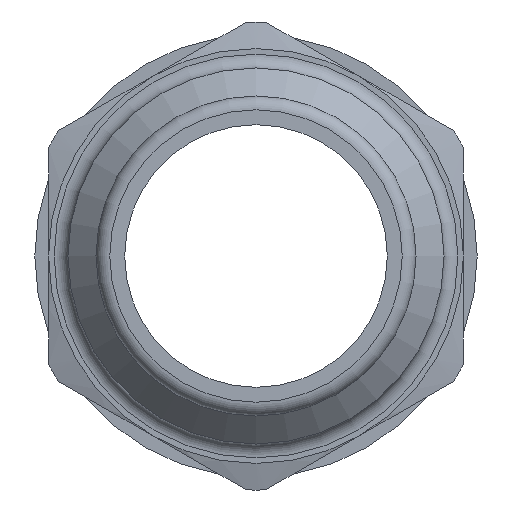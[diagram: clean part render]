
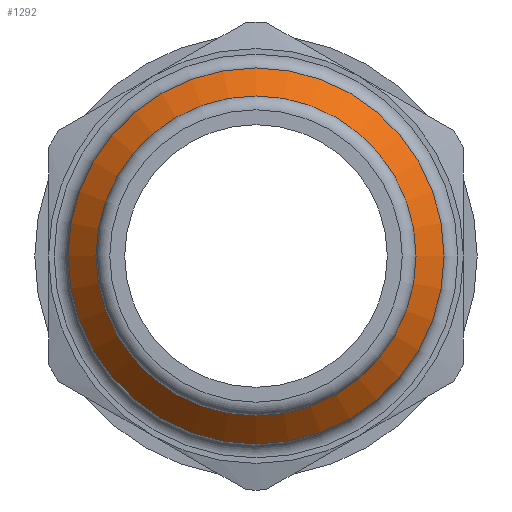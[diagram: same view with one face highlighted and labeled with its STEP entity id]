
A CAD part, left-side view. The second image highlights one B-rep face of the part: STEP entity #1292.
In plain terms, the highlighted conical face has half-angle 45 degrees and reference radius 12.588 mm.
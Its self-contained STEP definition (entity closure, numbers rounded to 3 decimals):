
#988=CARTESIAN_POINT('',(8.05,-11.575,0.0));
#989=VERTEX_POINT('',#988);
#990=CARTESIAN_POINT('',(8.05,0.0,0.0));
#991=DIRECTION('',(-1.0,0.0,0.0));
#992=DIRECTION('',(0.0,-1.0,0.0));
#993=AXIS2_PLACEMENT_3D('',#990,#991,#992);
#994=CIRCLE('',#993,11.575);
#995=EDGE_CURVE('',#989,#989,#994,.T.);
#1266=CARTESIAN_POINT('',(10.075,-13.6,0.0));
#1267=VERTEX_POINT('',#1266);
#1268=CARTESIAN_POINT('',(10.075,0.0,0.0));
#1269=DIRECTION('',(-1.0,0.0,0.0));
#1270=DIRECTION('',(0.0,-1.0,0.0));
#1271=AXIS2_PLACEMENT_3D('',#1268,#1269,#1270);
#1272=CIRCLE('',#1271,13.6);
#1273=EDGE_CURVE('',#1267,#1267,#1272,.T.);
#1281=CARTESIAN_POINT('',(9.063,0.0,0.0));
#1282=DIRECTION('',(1.0,0.0,0.0));
#1283=DIRECTION('',(0.0,-1.0,0.0));
#1284=AXIS2_PLACEMENT_3D('',#1281,#1282,#1283);
#1285=CONICAL_SURFACE('',#1284,12.587,45.);
#1286=ORIENTED_EDGE('',*,*,#995,.F.);
#1287=EDGE_LOOP('',(#1286));
#1288=FACE_OUTER_BOUND('',#1287,.T.);
#1289=ORIENTED_EDGE('',*,*,#1273,.T.);
#1290=EDGE_LOOP('',(#1289));
#1291=FACE_BOUND('',#1290,.T.);
#1292=ADVANCED_FACE('',(#1288,#1291),#1285,.T.);
